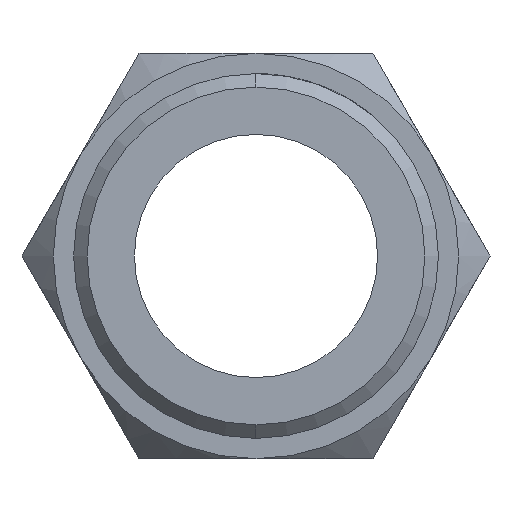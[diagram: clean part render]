
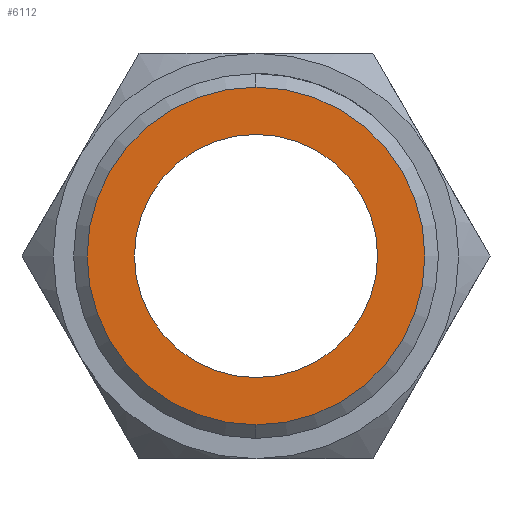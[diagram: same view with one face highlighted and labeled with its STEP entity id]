
A CAD part, left-side view. The second image highlights one B-rep face of the part: STEP entity #6112.
In plain terms, the highlighted planar face has unit normal (-1, 0, 0).
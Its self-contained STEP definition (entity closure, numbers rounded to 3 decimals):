
#145 = VERTEX_POINT ( 'NONE', #4102 ) ;
#389 = DIRECTION ( 'NONE',  ( 1., 0., 0. ) ) ;
#542 = CARTESIAN_POINT ( 'NONE',  ( 0., 0., 0. ) ) ;
#698 = CARTESIAN_POINT ( 'NONE',  ( 0., 0., 4.5 ) ) ;
#737 = CARTESIAN_POINT ( 'NONE',  ( 0., 0., -4.5 ) ) ;
#1278 = FACE_BOUND ( 'NONE', #2067, .T. ) ;
#1457 = CIRCLE ( 'NONE', #4341, 6.25 ) ;
#1669 = VERTEX_POINT ( 'NONE', #698 ) ;
#1771 = EDGE_CURVE ( 'NONE', #8394, #145, #1457, .T. ) ;
#1843 = CARTESIAN_POINT ( 'NONE',  ( 0., 0., -6.25 ) ) ;
#1844 = FACE_OUTER_BOUND ( 'NONE', #3604, .T. ) ;
#2067 = EDGE_LOOP ( 'NONE', ( #2477, #3216 ) ) ;
#2477 = ORIENTED_EDGE ( 'NONE', *, *, #2809, .T. ) ;
#2809 = EDGE_CURVE ( 'NONE', #1669, #5498, #5235, .T. ) ;
#3216 = ORIENTED_EDGE ( 'NONE', *, *, #6869, .T. ) ;
#3249 = DIRECTION ( 'NONE',  ( -1., 0., 0. ) ) ;
#3256 = AXIS2_PLACEMENT_3D ( 'NONE', #7469, #3783, #3736 ) ;
#3335 = DIRECTION ( 'NONE',  ( 0., 0., -1. ) ) ;
#3604 = EDGE_LOOP ( 'NONE', ( #3886, #7713 ) ) ;
#3623 = CARTESIAN_POINT ( 'NONE',  ( 0., 0., 0. ) ) ;
#3736 = DIRECTION ( 'NONE',  ( 0., 0., -1. ) ) ;
#3783 = DIRECTION ( 'NONE',  ( 1., 0., 0. ) ) ;
#3886 = ORIENTED_EDGE ( 'NONE', *, *, #1771, .T. ) ;
#4102 = CARTESIAN_POINT ( 'NONE',  ( 0., 0., 6.25 ) ) ;
#4341 = AXIS2_PLACEMENT_3D ( 'NONE', #9071, #3249, #6143 ) ;
#4523 = EDGE_CURVE ( 'NONE', #145, #8394, #7353, .T. ) ;
#4751 = PLANE ( 'NONE',  #8254 ) ;
#5107 = AXIS2_PLACEMENT_3D ( 'NONE', #542, #6988, #3335 ) ;
#5235 = CIRCLE ( 'NONE', #3256, 4.5 ) ;
#5498 = VERTEX_POINT ( 'NONE', #737 ) ;
#5549 = AXIS2_PLACEMENT_3D ( 'NONE', #3623, #8727, #9296 ) ;
#6112 = ADVANCED_FACE ( 'NONE', ( #1844, #1278 ), #4751, .F. ) ;
#6143 = DIRECTION ( 'NONE',  ( 0., 0., -1. ) ) ;
#6169 = DIRECTION ( 'NONE',  ( 0., 0., -1. ) ) ;
#6310 = CARTESIAN_POINT ( 'NONE',  ( 0., 0., 0. ) ) ;
#6869 = EDGE_CURVE ( 'NONE', #5498, #1669, #8421, .T. ) ;
#6988 = DIRECTION ( 'NONE',  ( 1., 0., 0. ) ) ;
#7353 = CIRCLE ( 'NONE', #5549, 6.25 ) ;
#7469 = CARTESIAN_POINT ( 'NONE',  ( 0., 0., 0. ) ) ;
#7713 = ORIENTED_EDGE ( 'NONE', *, *, #4523, .T. ) ;
#8254 = AXIS2_PLACEMENT_3D ( 'NONE', #6310, #389, #6169 ) ;
#8394 = VERTEX_POINT ( 'NONE', #1843 ) ;
#8421 = CIRCLE ( 'NONE', #5107, 4.5 ) ;
#8727 = DIRECTION ( 'NONE',  ( -1., 0., 0. ) ) ;
#9071 = CARTESIAN_POINT ( 'NONE',  ( 0., 0., 0. ) ) ;
#9296 = DIRECTION ( 'NONE',  ( 0., 0., -1. ) ) ;
